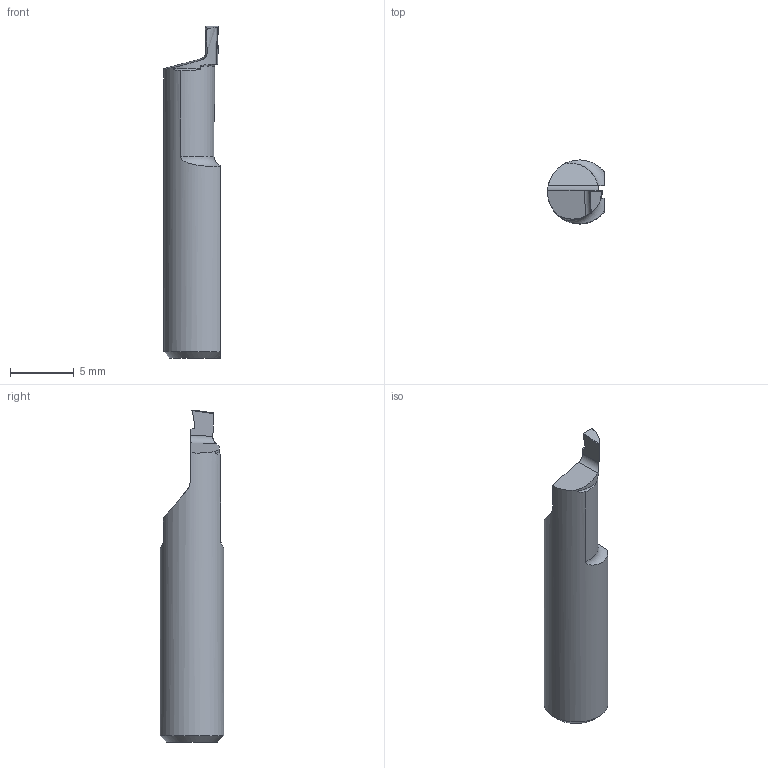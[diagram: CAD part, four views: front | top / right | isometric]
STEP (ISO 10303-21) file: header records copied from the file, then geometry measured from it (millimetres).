
FILE_DESCRIPTION (( 'STEP AP203' ), '1' );
FILE_NAME ('R510M1008-10.step', '2024-02-21T15:36:04', ( '' ), ( '' ), 'SwSTEP 2.0', 'SolidWorks 2022', '' );
FILE_SCHEMA (( 'CONFIG_CONTROL_DESIGN' ));
Length unit declared in the file: millimetre
Products named in the file (1): R510M1008-10
Bounding box: 4.45 x 5 x 26 mm (x, y, z)
Volume: 351.2 mm3; surface area: 393.6 mm2
Topology: 1 solids, 1 shells, 38 faces, 105 edges, 69 vertices
Faces by surface type: plane 20, cylinder 10, torus 5, bspline 2, cone 1
Entity records: 1479 total; most frequent: CARTESIAN_POINT 508, ORIENTED_EDGE 210, DIRECTION 158, EDGE_CURVE 105, VERTEX_POINT 69, AXIS2_PLACEMENT_3D 55, VECTOR 48, LINE 48
